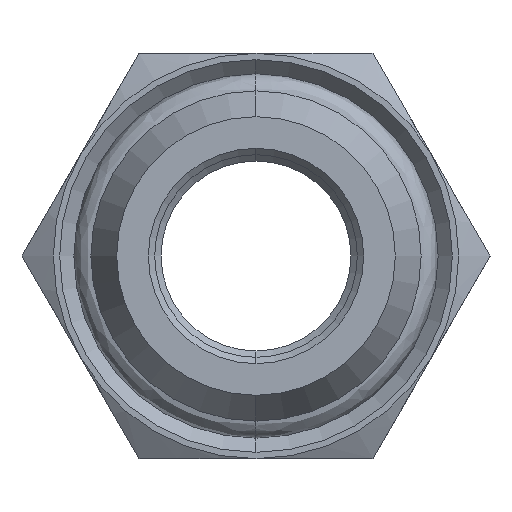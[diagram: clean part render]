
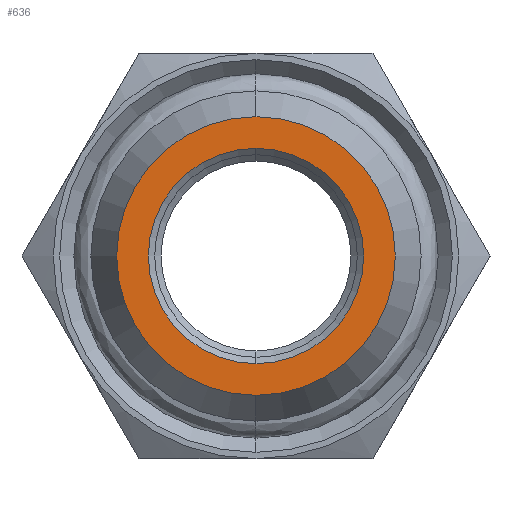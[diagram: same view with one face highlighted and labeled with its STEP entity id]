
A CAD part, front view. The second image highlights one B-rep face of the part: STEP entity #636.
In plain terms, the highlighted planar face has unit normal (0, -1, 0).
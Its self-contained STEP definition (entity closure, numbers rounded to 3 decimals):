
#76 = AXIS2_PLACEMENT_3D ( 'NONE', #1993, #1995, #1997 ) ;
#185 = EDGE_CURVE ( 'NONE', #1372, #1751, #2066, .T. ) ;
#288 = EDGE_CURVE ( 'NONE', #3236, #1656, #1967, .T. ) ;
#359 = EDGE_CURVE ( 'NONE', #1751, #1372, #1902, .T. ) ;
#547 = AXIS2_PLACEMENT_3D ( 'NONE', #1103, #1113, #1117 ) ;
#615 = EDGE_CURVE ( 'NONE', #1656, #3236, #1673, .T. ) ;
#636 = ADVANCED_FACE ( 'NONE', ( #1476, #1511 ), #1909, .T. ) ;
#779 = AXIS2_PLACEMENT_3D ( 'NONE', #3151, #1123, #2740 ) ;
#1103 = CARTESIAN_POINT ( 'NONE',  ( 0., -10.6, 0. ) ) ;
#1113 = DIRECTION ( 'NONE',  ( 0., -1., 0. ) ) ;
#1117 = DIRECTION ( 'NONE',  ( 0., 0., 1. ) ) ;
#1123 = DIRECTION ( 'NONE',  ( 0., -1., 0. ) ) ;
#1149 = AXIS2_PLACEMENT_3D ( 'NONE', #1677, #1668, #3201 ) ;
#1372 = VERTEX_POINT ( 'NONE', #2557 ) ;
#1457 = ORIENTED_EDGE ( 'NONE', *, *, #615, .F. ) ;
#1476 = FACE_BOUND ( 'NONE', #2975, .T. ) ;
#1511 = FACE_OUTER_BOUND ( 'NONE', #2928, .T. ) ;
#1532 = ORIENTED_EDGE ( 'NONE', *, *, #288, .F. ) ;
#1656 = VERTEX_POINT ( 'NONE', #2052 ) ;
#1668 = DIRECTION ( 'NONE',  ( 0., -1., 0. ) ) ;
#1673 = CIRCLE ( 'NONE', #76, 4.25 ) ;
#1677 = CARTESIAN_POINT ( 'NONE',  ( 0., -10.6, 0. ) ) ;
#1751 = VERTEX_POINT ( 'NONE', #1870 ) ;
#1870 = CARTESIAN_POINT ( 'NONE',  ( 0., -10.6, -5.5 ) ) ;
#1902 = CIRCLE ( 'NONE', #547, 5.5 ) ;
#1907 = CARTESIAN_POINT ( 'NONE',  ( 0., -10.6, -4.25 ) ) ;
#1909 = PLANE ( 'NONE',  #3211 ) ;
#1967 = CIRCLE ( 'NONE', #779, 4.25 ) ;
#1993 = CARTESIAN_POINT ( 'NONE',  ( 0., -10.6, 0. ) ) ;
#1995 = DIRECTION ( 'NONE',  ( 0., -1., 0. ) ) ;
#1997 = DIRECTION ( 'NONE',  ( 0., 0., -1. ) ) ;
#2017 = CARTESIAN_POINT ( 'NONE',  ( -5.566, -10.6, 5.566 ) ) ;
#2023 = DIRECTION ( 'NONE',  ( 0., -1., 0. ) ) ;
#2026 = DIRECTION ( 'NONE',  ( 0., 0., -1. ) ) ;
#2052 = CARTESIAN_POINT ( 'NONE',  ( 0., -10.6, 4.25 ) ) ;
#2066 = CIRCLE ( 'NONE', #1149, 5.5 ) ;
#2401 = ORIENTED_EDGE ( 'NONE', *, *, #359, .T. ) ;
#2557 = CARTESIAN_POINT ( 'NONE',  ( 0., -10.6, 5.5 ) ) ;
#2740 = DIRECTION ( 'NONE',  ( 0., 0., -1. ) ) ;
#2928 = EDGE_LOOP ( 'NONE', ( #2939, #2401 ) ) ;
#2939 = ORIENTED_EDGE ( 'NONE', *, *, #185, .T. ) ;
#2975 = EDGE_LOOP ( 'NONE', ( #1532, #1457 ) ) ;
#3151 = CARTESIAN_POINT ( 'NONE',  ( 0., -10.6, 0. ) ) ;
#3201 = DIRECTION ( 'NONE',  ( 0., 0., 1. ) ) ;
#3211 = AXIS2_PLACEMENT_3D ( 'NONE', #2017, #2023, #2026 ) ;
#3236 = VERTEX_POINT ( 'NONE', #1907 ) ;
